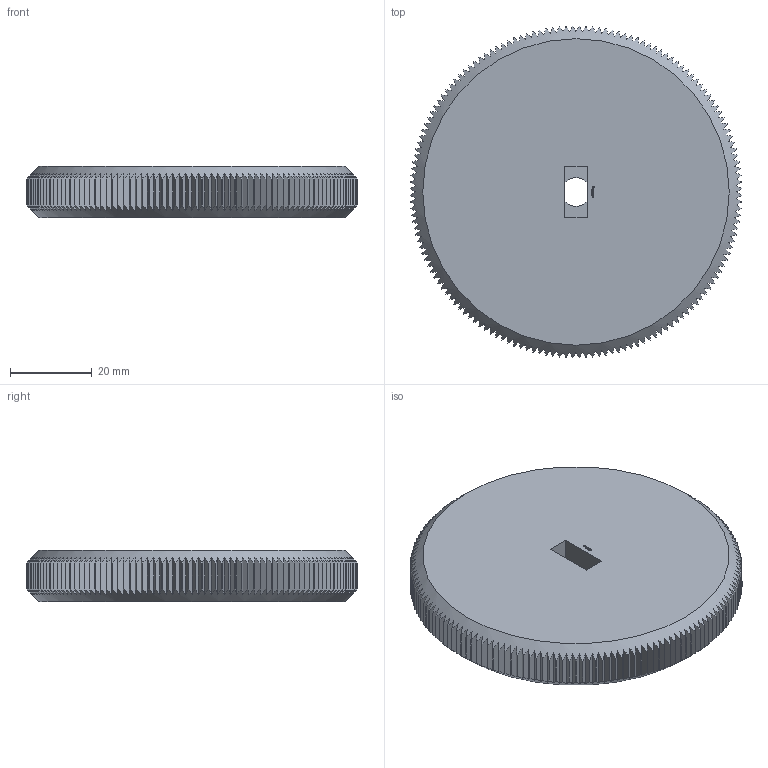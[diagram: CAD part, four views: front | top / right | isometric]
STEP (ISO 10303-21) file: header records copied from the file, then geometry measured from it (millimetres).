
FILE_DESCRIPTION(('FreeCAD Model'),'2;1');
FILE_NAME('Open CASCADE Shape Model','2024-01-03T18:41:33',(''),(''), 'Open CASCADE STEP processor 7.6','FreeCAD','Unknown');
FILE_SCHEMA(('AUTOMOTIVE_DESIGN { 1 0 10303 214 1 1 1 1 }'));
Products named in the file (1): Knob KNR BVD SCR ISR BU01.00x06.50 - SPN-KNB-0021 (stemfie.org)
Bounding box: 81.23 x 81.23 x 12.5 mm (x, y, z)
Volume: 60427.1 mm3; surface area: 14670.6 mm2
Topology: 1 solids, 1 shells, 944 faces, 2724 edges, 1814 vertices
Faces by surface type: plane 638, cylinder 158, extrusion 144, cone 4
Entity records: 68884 total; most frequent: CARTESIAN_POINT 15523, DIRECTION 9660, VECTOR 5530, ORIENTED_EDGE 5448, PCURVE 5448, DEFINITIONAL_REPRESENTATION 5448, LINE 5386, EDGE_CURVE 2724
